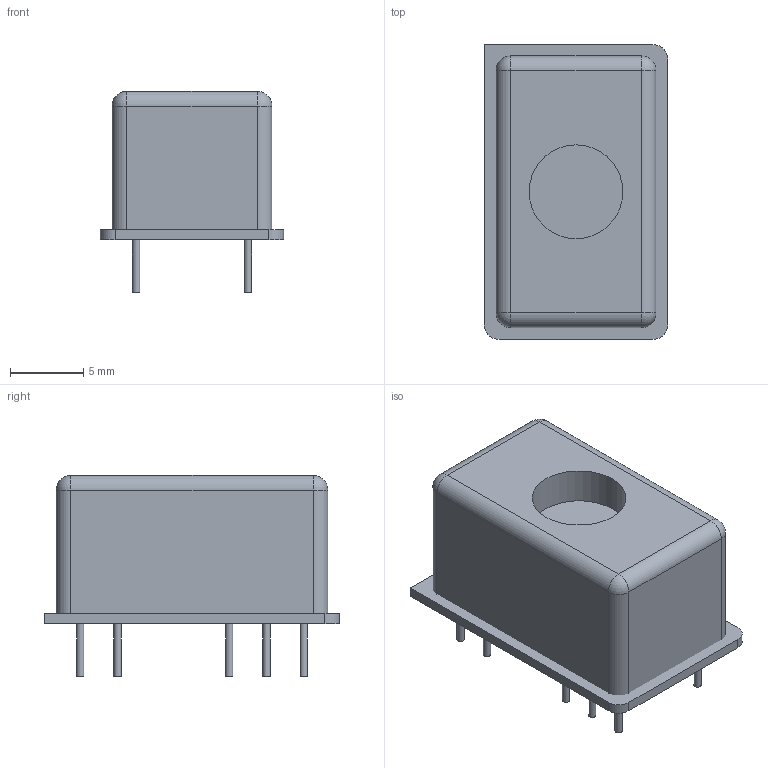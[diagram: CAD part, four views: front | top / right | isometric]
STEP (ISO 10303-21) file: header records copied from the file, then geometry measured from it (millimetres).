
FILE_DESCRIPTION(('FreeCAD Model'),'2;1');
FILE_NAME('Hamamatsu_C12880.step','2020-10-28T14:18:31',( 'kicad StepUp'),('ksu MCAD'),'Open CASCADE STEP processor 7.4', 'FreeCAD','Unknown');
FILE_SCHEMA(('AUTOMOTIVE_DESIGN { 1 0 10303 214 1 1 1 1 }'));
Length unit declared in the file: millimetre
Products named in the file (1): Hamamatsu_C12880
Bounding box: 12.5 x 20.12 x 13.72 mm (x, y, z)
Volume: 2127.5 mm3; surface area: 1613.3 mm2
Topology: 12 solids, 12 shells, 59 faces, 94 edges, 56 vertices
Faces by surface type: plane 33, cylinder 22, sphere 4
Full cylindrical faces by diameter (mm): 0.5 x10, 6.4 x1
Entity records: 1827 total; most frequent: DIRECTION 254, CARTESIAN_POINT 206, ORIENTED_EDGE 180, AXIS2_PLACEMENT_3D 104, EDGE_CURVE 90, PRESENTATION_STYLE_ASSIGNMENT 71, SURFACE_STYLE_USAGE 71, SURFACE_SIDE_STYLE 71
